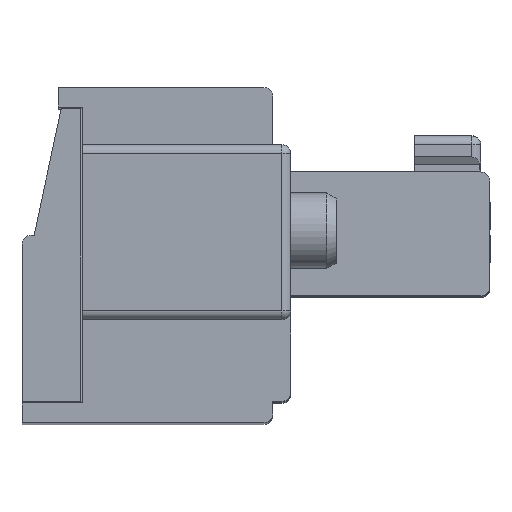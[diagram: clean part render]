
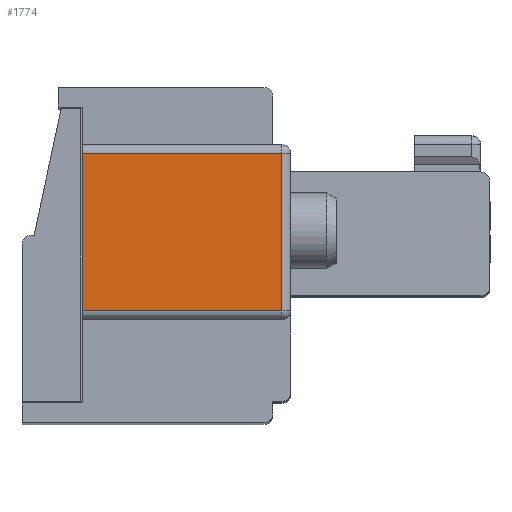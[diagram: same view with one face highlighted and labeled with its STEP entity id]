
A CAD part, top view. The second image highlights one B-rep face of the part: STEP entity #1774.
In plain terms, the highlighted planar face has unit normal (0, 0, 1).
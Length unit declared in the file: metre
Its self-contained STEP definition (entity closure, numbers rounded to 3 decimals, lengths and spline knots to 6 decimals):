
#1774=ADVANCED_FACE('',(#3936),#3937,.T.);
#3936=FACE_OUTER_BOUND('',#6491,.T.);
#3937=PLANE('',#6492);
#6491=EDGE_LOOP('',(#11646,#11647,#11648,#11649));
#6492=AXIS2_PLACEMENT_3D('',#11650,#11651,#11652);
#11646=ORIENTED_EDGE('',*,*,#16790,.T.);
#11647=ORIENTED_EDGE('',*,*,#16791,.T.);
#11648=ORIENTED_EDGE('',*,*,#16777,.T.);
#11649=ORIENTED_EDGE('',*,*,#16788,.T.);
#11650=CARTESIAN_POINT('',(0.007073,0.00941,0.035278));
#11651=DIRECTION('',(0.,0.,1.0));
#11652=DIRECTION('',(-1.0,0.,0.));
#16777=EDGE_CURVE('',#20693,#20691,#20694,.T.);
#16788=EDGE_CURVE('',#20691,#20706,#20708,.T.);
#16790=EDGE_CURVE('',#20706,#20710,#20711,.T.);
#16791=EDGE_CURVE('',#20710,#20693,#20712,.T.);
#20691=VERTEX_POINT('',#26518);
#20693=VERTEX_POINT('',#26520);
#20694=LINE('',#26521,#26522);
#20706=VERTEX_POINT('',#26534);
#20708=LINE('',#26536,#26537);
#20710=VERTEX_POINT('',#26539);
#20711=LINE('',#26540,#26541);
#20712=LINE('',#26542,#26543);
#26518=CARTESIAN_POINT('',(0.007073,0.00941,0.035278));
#26520=CARTESIAN_POINT('',(0.007073,0.00421,0.035278));
#26521=CARTESIAN_POINT('',(0.007073,0.00941,0.035278));
#26522=VECTOR('',#30126,1.0);
#26534=CARTESIAN_POINT('',(0.000473,0.00941,0.035278));
#26536=CARTESIAN_POINT('',(0.007073,0.00941,0.035278));
#26537=VECTOR('',#30145,1.0);
#26539=CARTESIAN_POINT('',(0.000473,0.00421,0.035278));
#26540=CARTESIAN_POINT('',(0.000473,0.00391,0.035278));
#26541=VECTOR('',#30146,1.0);
#26542=CARTESIAN_POINT('',(0.007073,0.00421,0.035278));
#26543=VECTOR('',#30147,1.0);
#30126=DIRECTION('',(0.,1.0,0.));
#30145=DIRECTION('',(-1.0,0.,0.));
#30146=DIRECTION('',(0.,-1.0,0.));
#30147=DIRECTION('',(1.0,0.,0.));
